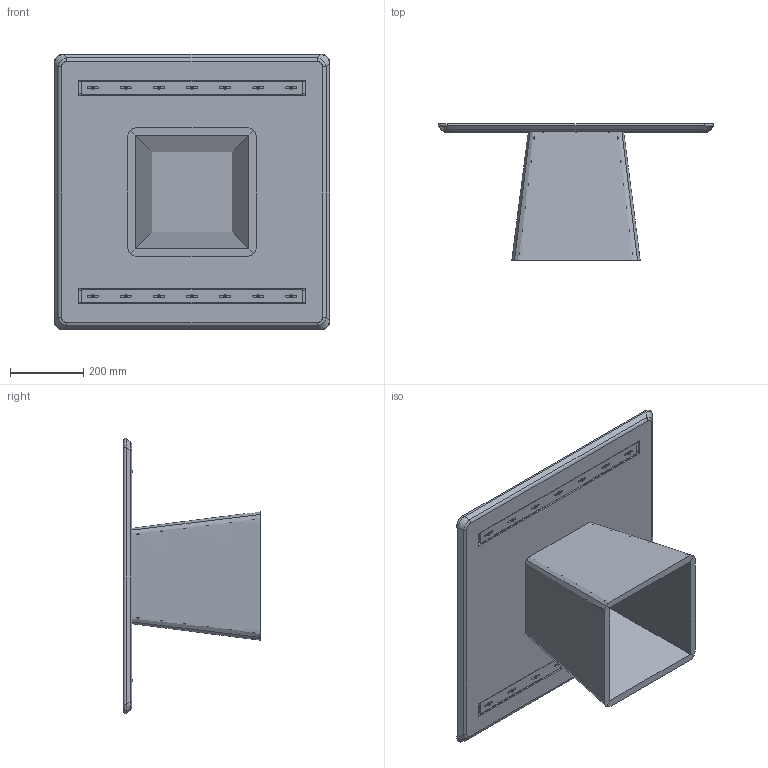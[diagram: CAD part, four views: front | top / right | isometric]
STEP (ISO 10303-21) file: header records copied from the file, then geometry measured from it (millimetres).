
FILE_DESCRIPTION (( 'STEP AP203' ), '1' );
FILE_NAME ('1. Nomu stoliæ.STEP', '2023-11-23T09:45:05', ( '' ), ( '' ), 'SwSTEP 2.0', 'SolidWorks 2023', '' );
FILE_SCHEMA (( 'CONFIG_CONTROL_DESIGN' ));
Length unit declared in the file: millimetre
Products named in the file (1): 1. Nomu stolić
Bounding box: 750.26 x 372 x 750.26 mm (x, y, z)
Volume: 19726762.1 mm3; surface area: 2299419.4 mm2
Topology: 21 solids, 21 shells, 1820 faces, 4052 edges, 2342 vertices
Faces by surface type: cone 700, cylinder 600, plane 480, sphere 28, bspline 12
Entity records: 50569 total; most frequent: DIRECTION 9486, CARTESIAN_POINT 9235, ORIENTED_EDGE 8048, EDGE_CURVE 4024, AXIS2_PLACEMENT_3D 3701, VERTEX_POINT 2342, VECTOR 2084, LINE 2084
